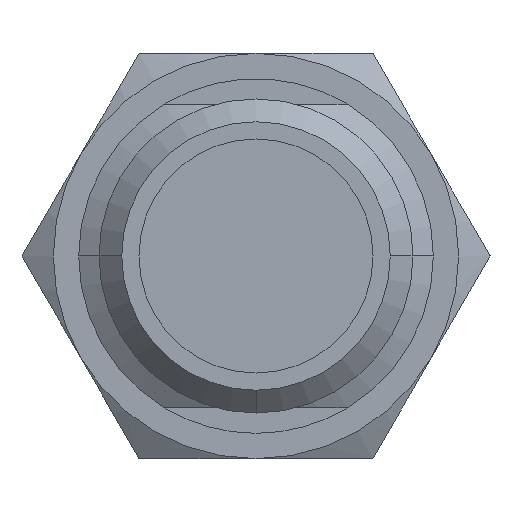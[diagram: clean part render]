
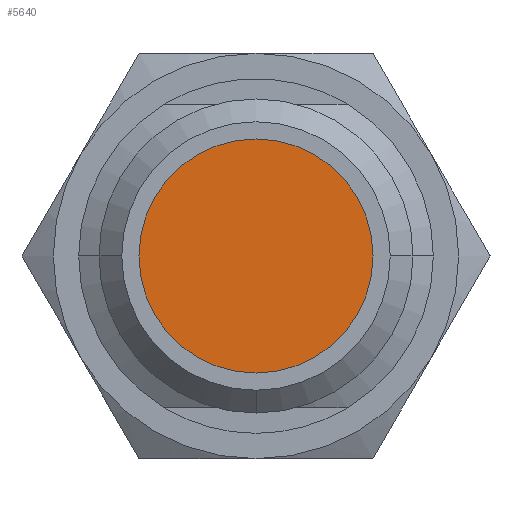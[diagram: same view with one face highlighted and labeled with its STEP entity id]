
A CAD part, left-side view. The second image highlights one B-rep face of the part: STEP entity #5640.
In plain terms, the highlighted planar face has unit normal (-1, 0, 0).
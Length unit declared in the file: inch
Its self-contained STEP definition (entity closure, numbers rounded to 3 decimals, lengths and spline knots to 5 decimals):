
#93 = CARTESIAN_POINT ( 'NONE',  ( 0.07677, 0., 0.09094 ) ) ;
#238 = DIRECTION ( 'NONE',  ( 0., 0., 1. ) ) ;
#250 = VERTEX_POINT ( 'NONE', #93 ) ;
#316 = CARTESIAN_POINT ( 'NONE',  ( 0.07677, 0., 0. ) ) ;
#713 = DIRECTION ( 'NONE',  ( -1., 0., 0. ) ) ;
#722 = DIRECTION ( 'NONE',  ( 0., 0., 1. ) ) ;
#1038 = AXIS2_PLACEMENT_3D ( 'NONE', #316, #5790, #238 ) ;
#1296 = ORIENTED_EDGE ( 'NONE', *, *, #2061, .T. ) ;
#1307 = AXIS2_PLACEMENT_3D ( 'NONE', #5528, #4400, #722 ) ;
#1434 = CIRCLE ( 'NONE', #1038, 0.09094 ) ;
#1558 = CARTESIAN_POINT ( 'NONE',  ( 0.07677, 0.09094, 0. ) ) ;
#1840 = ORIENTED_EDGE ( 'NONE', *, *, #6873, .T. ) ;
#1880 = AXIS2_PLACEMENT_3D ( 'NONE', #5669, #7436, #3900 ) ;
#2061 = EDGE_CURVE ( 'NONE', #5107, #6624, #3173, .T. ) ;
#2132 = EDGE_LOOP ( 'NONE', ( #1296, #2833, #1840 ) ) ;
#2581 = CARTESIAN_POINT ( 'NONE',  ( 0.07677, 0., 0. ) ) ;
#2833 = ORIENTED_EDGE ( 'NONE', *, *, #4977, .T. ) ;
#3105 = DIRECTION ( 'NONE',  ( 0., 0., 1. ) ) ;
#3173 = CIRCLE ( 'NONE', #1880, 0.09094 ) ;
#3684 = CARTESIAN_POINT ( 'NONE',  ( 0.07677, -0.09094, 0. ) ) ;
#3722 = AXIS2_PLACEMENT_3D ( 'NONE', #2581, #713, #3105 ) ;
#3900 = DIRECTION ( 'NONE',  ( 0., 0., 1. ) ) ;
#4285 = FACE_OUTER_BOUND ( 'NONE', #2132, .T. ) ;
#4400 = DIRECTION ( 'NONE',  ( -1., 0., 0. ) ) ;
#4977 = EDGE_CURVE ( 'NONE', #6624, #250, #1434, .T. ) ;
#5107 = VERTEX_POINT ( 'NONE', #1558 ) ;
#5528 = CARTESIAN_POINT ( 'NONE',  ( 0.07677, 0., 0. ) ) ;
#5640 = ADVANCED_FACE ( 'NONE', ( #4285 ), #6251, .T. ) ;
#5669 = CARTESIAN_POINT ( 'NONE',  ( 0.07677, 0., 0. ) ) ;
#5790 = DIRECTION ( 'NONE',  ( -1., 0., 0. ) ) ;
#6251 = PLANE ( 'NONE',  #1307 ) ;
#6624 = VERTEX_POINT ( 'NONE', #3684 ) ;
#6678 = CIRCLE ( 'NONE', #3722, 0.09094 ) ;
#6873 = EDGE_CURVE ( 'NONE', #250, #5107, #6678, .T. ) ;
#7436 = DIRECTION ( 'NONE',  ( -1., 0., 0. ) ) ;
